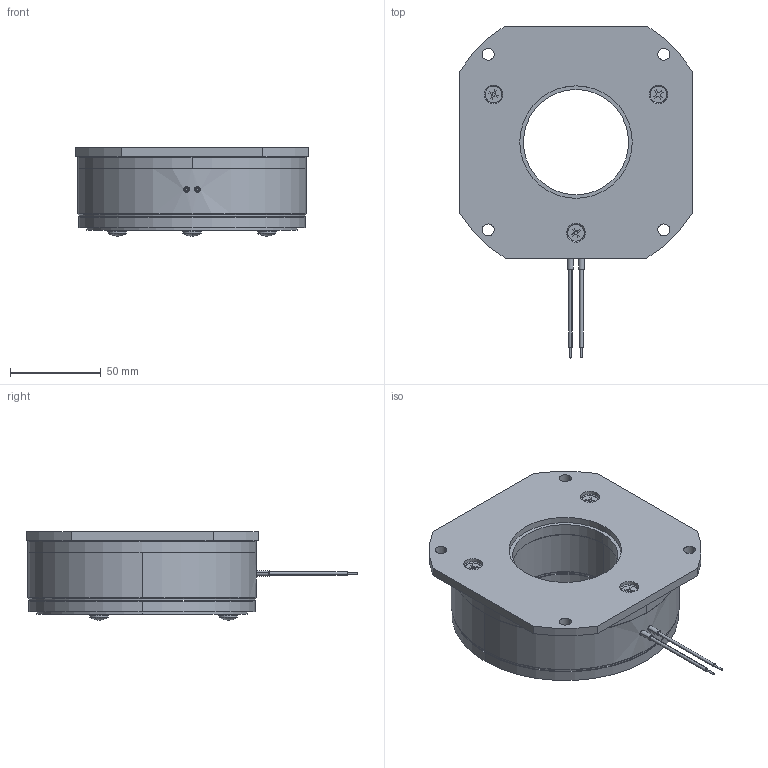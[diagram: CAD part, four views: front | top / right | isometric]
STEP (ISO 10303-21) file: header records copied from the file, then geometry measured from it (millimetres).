
FILE_DESCRIPTION (( 'STEP AP214' ), '1' );
FILE_NAME ('dr_bk_09P1-210_mu.STEP', '2024-05-27T07:34:19', ( '' ), ( '' ), 'SwSTEP 2.0', 'SolidWorks 2022', '' );
FILE_SCHEMA (( 'AUTOMOTIVE_DESIGN' ));
Length unit declared in the file: millimetre
Products named in the file (7): 10068853_000_Montagezustand; 10069032_000; 10068976_000; 10069033_000; 10069034_000; 10068848_000_eingebaut in 09.P1.010-0009 Ankerteil; dr_bk_09P1-210_mu
Assembly tree (10 placements, depth 3):
  dr_bk_09P1-210_mu
    10068976_000
    10069033_000
      10069032_000
      10069034_000
      10068848_000_eingebaut in 09.P1.010-0009 Ankerteil  x3
      10068853_000_Montagezustand  x3
Bounding box: 128 x 183 x 48.7 mm (x, y, z)
Volume: 438259.7 mm3; surface area: 86240.4 mm2
Topology: 11 solids, 11 shells, 278 faces, 644 edges, 402 vertices
Faces by surface type: cylinder 122, plane 74, cone 62, torus 14, sphere 6
Entity records: 8933 total; most frequent: CARTESIAN_POINT 1296, DIRECTION 1278, ORIENTED_EDGE 1076, EDGE_CURVE 538, AXIS2_PLACEMENT_3D 506, VERTEX_POINT 342, EDGE_LOOP 286, VECTOR 266
